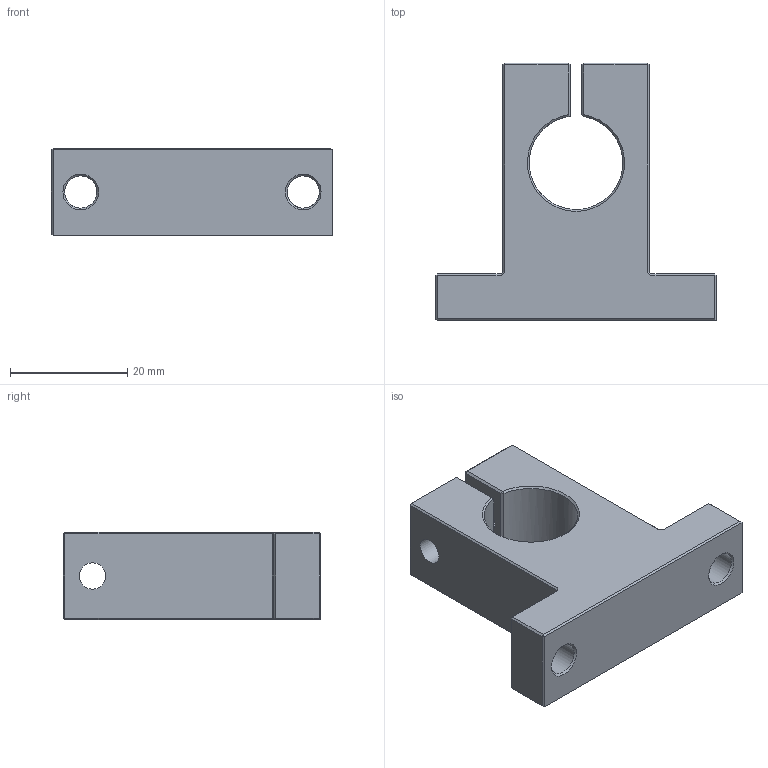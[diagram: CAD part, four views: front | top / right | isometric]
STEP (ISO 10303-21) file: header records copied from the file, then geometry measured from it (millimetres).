
FILE_DESCRIPTION(('STEP AP214'), '1');
FILE_NAME('sk16', '2022-04-26T21:13:52', ('ﾀ蓆竟頌瑣ⅱ'), (''), 'ASCON STEP Converter 1.6', 'ASCON Math Kernel', '');
FILE_SCHEMA(('AUTOMOTIVE_DESIGN { 1 0 10303 214 3 1 1}'));
Length unit declared in the file: millimetre
Bounding box: 48 x 44 x 15 mm (x, y, z)
Volume: 15063.5 mm3; surface area: 6228.9 mm2
Topology: 1 solids, 1 shells, 72 faces, 155 edges, 86 vertices
Faces by surface type: plane 60, cone 6, cylinder 6
Full cylindrical faces by diameter (mm): 4.5 x2, 5.5 x2, 8 x1
Entity records: 2977 total; most frequent: CARTESIAN_POINT 852, DIRECTION 298, ORIENTED_EDGE 292, EDGE_CURVE 146, LINE 120, VECTOR 120, EDGE_LOOP 90, AXIS2_PLACEMENT_3D 89
